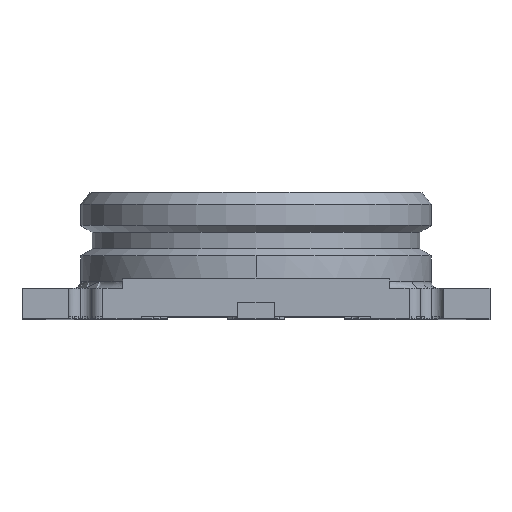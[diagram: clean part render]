
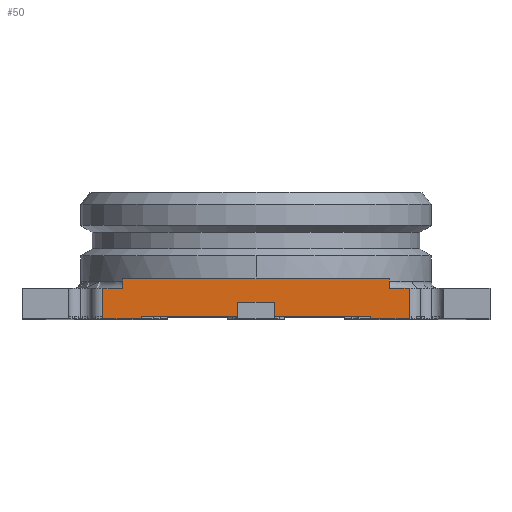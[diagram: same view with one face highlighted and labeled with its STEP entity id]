
A CAD part, top view. The second image highlights one B-rep face of the part: STEP entity #50.
In plain terms, the highlighted planar face has unit normal (0, 0, 1).
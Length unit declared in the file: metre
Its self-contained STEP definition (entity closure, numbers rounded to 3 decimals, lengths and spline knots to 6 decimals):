
#50=ADVANCED_FACE('0:146',(#95),#96,.F.);
#95=FACE_OUTER_BOUND('',#131,.T.);
#96=PLANE('',#132);
#131=EDGE_LOOP('',(#366,#367,#368,#369,#370,#371,#372,#373,#374,#375,#376,#377,#378,#379,#380,#381,#382,#383));
#132=AXIS2_PLACEMENT_3D('',#384,#385,#386);
#366=ORIENTED_EDGE('',*,*,#737,.F.);
#367=ORIENTED_EDGE('',*,*,#738,.T.);
#368=ORIENTED_EDGE('',*,*,#699,.F.);
#369=ORIENTED_EDGE('',*,*,#707,.F.);
#370=ORIENTED_EDGE('',*,*,#718,.F.);
#371=ORIENTED_EDGE('',*,*,#739,.F.);
#372=ORIENTED_EDGE('',*,*,#740,.F.);
#373=ORIENTED_EDGE('',*,*,#741,.F.);
#374=ORIENTED_EDGE('',*,*,#742,.F.);
#375=ORIENTED_EDGE('',*,*,#743,.T.);
#376=ORIENTED_EDGE('',*,*,#744,.F.);
#377=ORIENTED_EDGE('',*,*,#745,.F.);
#378=ORIENTED_EDGE('',*,*,#746,.F.);
#379=ORIENTED_EDGE('',*,*,#747,.F.);
#380=ORIENTED_EDGE('',*,*,#748,.F.);
#381=ORIENTED_EDGE('',*,*,#749,.F.);
#382=ORIENTED_EDGE('',*,*,#750,.F.);
#383=ORIENTED_EDGE('',*,*,#751,.T.);
#384=CARTESIAN_POINT('',(-0.001,0.00053,0.001));
#385=DIRECTION('',(0.0,0.0,-1.0));
#386=DIRECTION('',(0.0,-1.0,0.0));
#699=EDGE_CURVE('0:974',#1099,#1100,#1101,.T.);
#707=EDGE_CURVE('0:986',#1113,#1099,#1115,.T.);
#718=EDGE_CURVE('0:1001',#1130,#1113,#1132,.T.);
#737=EDGE_CURVE('0:1076',#1164,#1165,#1166,.T.);
#738=EDGE_CURVE('0:1046',#1164,#1100,#1167,.T.);
#739=EDGE_CURVE('0:1079',#1168,#1130,#1169,.T.);
#740=EDGE_CURVE('0:1082',#1170,#1168,#1171,.T.);
#741=EDGE_CURVE('0:1085',#1172,#1170,#1173,.T.);
#742=EDGE_CURVE('0:1088',#1174,#1172,#1175,.T.);
#743=EDGE_CURVE('0:1091',#1174,#1176,#1177,.T.);
#744=EDGE_CURVE('0:731',#1178,#1176,#1179,.T.);
#745=EDGE_CURVE('0:1094',#1180,#1178,#1181,.T.);
#746=EDGE_CURVE('0:1097',#1182,#1180,#1183,.T.);
#747=EDGE_CURVE('0:1100',#1184,#1182,#1185,.T.);
#748=EDGE_CURVE('0:680',#1186,#1184,#1187,.T.);
#749=EDGE_CURVE('0:1103',#1188,#1186,#1189,.T.);
#750=EDGE_CURVE('0:1106',#1190,#1188,#1191,.T.);
#751=EDGE_CURVE('0:1109',#1190,#1165,#1192,.T.);
#1099=VERTEX_POINT('NONE',#2562);
#1100=VERTEX_POINT('NONE',#2563);
#1101=LINE('',#2564,#2565);
#1113=VERTEX_POINT('NONE',#2586);
#1115=LINE('',#2589,#2590);
#1130=VERTEX_POINT('NONE',#2614);
#1132=LINE('',#2617,#2618);
#1164=VERTEX_POINT('NONE',#2671);
#1165=VERTEX_POINT('NONE',#2672);
#1166=LINE('',#2673,#2674);
#1167=LINE('',#2675,#2676);
#1168=VERTEX_POINT('NONE',#2677);
#1169=LINE('',#2678,#2679);
#1170=VERTEX_POINT('NONE',#2680);
#1171=LINE('',#2681,#2682);
#1172=VERTEX_POINT('NONE',#2683);
#1173=LINE('',#2684,#2685);
#1174=VERTEX_POINT('NONE',#2686);
#1175=LINE('',#2687,#2688);
#1176=VERTEX_POINT('NONE',#2689);
#1177=LINE('',#2690,#2691);
#1178=VERTEX_POINT('NONE',#2692);
#1179=LINE('',#2693,#2694);
#1180=VERTEX_POINT('NONE',#2695);
#1181=LINE('',#2696,#2697);
#1182=VERTEX_POINT('NONE',#2698);
#1183=LINE('',#2699,#2700);
#1184=VERTEX_POINT('NONE',#2701);
#1185=LINE('',#2702,#2703);
#1186=VERTEX_POINT('NONE',#2704);
#1187=LINE('',#2705,#2706);
#1188=VERTEX_POINT('NONE',#2707);
#1189=LINE('',#2708,#2709);
#1190=VERTEX_POINT('NONE',#2710);
#1191=LINE('',#2711,#2712);
#1192=LINE('',#2713,#2714);
#2562=CARTESIAN_POINT('',(0.00057,0.00016,0.001));
#2563=CARTESIAN_POINT('',(0.00057,0.00012,0.001));
#2564=CARTESIAN_POINT('',(0.00057,0.00016,0.001));
#2565=VECTOR('',#3129,1.0);
#2586=CARTESIAN_POINT('',(-0.00057,0.00016,0.001));
#2589=CARTESIAN_POINT('',(-0.00057,0.00016,0.001));
#2590=VECTOR('',#3137,1.0);
#2614=CARTESIAN_POINT('',(-0.00057,0.00012,0.001));
#2617=CARTESIAN_POINT('',(-0.00057,0.00012,0.001));
#2618=VECTOR('',#3151,1.0);
#2671=CARTESIAN_POINT('',(0.000655,0.00012,0.001));
#2672=CARTESIAN_POINT('',(0.000655,0.0,0.001));
#2673=CARTESIAN_POINT('',(0.000655,0.00012,0.001));
#2674=VECTOR('',#3167,1.0);
#2675=CARTESIAN_POINT('',(0.000655,0.00012,0.001));
#2676=VECTOR('',#3168,1.0);
#2677=CARTESIAN_POINT('',(-0.000655,0.00012,0.001));
#2678=CARTESIAN_POINT('',(-0.000655,0.00012,0.001));
#2679=VECTOR('',#3169,1.0);
#2680=CARTESIAN_POINT('',(-0.000655,0.0,0.001));
#2681=CARTESIAN_POINT('',(-0.000655,0.0,0.001));
#2682=VECTOR('',#3170,1.0);
#2683=CARTESIAN_POINT('',(-0.000655,-0.00001,0.001));
#2684=CARTESIAN_POINT('',(-0.000655,-0.00001,0.001));
#2685=VECTOR('',#3171,1.0);
#2686=CARTESIAN_POINT('',(-0.00049,-0.00001,0.001));
#2687=CARTESIAN_POINT('',(-0.00049,-0.00001,0.001));
#2688=VECTOR('',#3172,1.0);
#2689=CARTESIAN_POINT('',(-0.00049,0.0,0.001));
#2690=CARTESIAN_POINT('',(-0.00049,-0.00001,0.001));
#2691=VECTOR('',#3173,1.0);
#2692=CARTESIAN_POINT('',(-0.000078,-0.0,0.001));
#2693=CARTESIAN_POINT('',(-0.000078,0.0,0.001));
#2694=VECTOR('',#3174,1.0);
#2695=CARTESIAN_POINT('',(-0.000078,0.00006,0.001));
#2696=CARTESIAN_POINT('',(-0.000078,0.00006,0.001));
#2697=VECTOR('',#3175,1.0);
#2698=CARTESIAN_POINT('',(0.000078,0.00006,0.001));
#2699=CARTESIAN_POINT('',(0.000078,0.00006,0.001));
#2700=VECTOR('',#3176,1.0);
#2701=CARTESIAN_POINT('',(0.000078,0.0,0.001));
#2702=CARTESIAN_POINT('',(0.000078,0.0,0.001));
#2703=VECTOR('',#3177,1.0);
#2704=CARTESIAN_POINT('',(0.00049,0.0,0.001));
#2705=CARTESIAN_POINT('',(0.00049,0.0,0.001));
#2706=VECTOR('',#3178,1.0);
#2707=CARTESIAN_POINT('',(0.00049,-0.00001,0.001));
#2708=CARTESIAN_POINT('',(0.00049,-0.00001,0.001));
#2709=VECTOR('',#3179,1.0);
#2710=CARTESIAN_POINT('',(0.000655,-0.00001,0.001));
#2711=CARTESIAN_POINT('',(0.000655,-0.00001,0.001));
#2712=VECTOR('',#3180,1.0);
#2713=CARTESIAN_POINT('',(0.000655,-0.00001,0.001));
#2714=VECTOR('',#3181,1.0);
#3129=DIRECTION('',(0.0,-1.0,0.0));
#3137=DIRECTION('',(1.0,0.0,0.0));
#3151=DIRECTION('',(0.0,1.0,0.0));
#3167=DIRECTION('',(0.0,-1.0,0.0));
#3168=DIRECTION('',(-1.0,0.,0.0));
#3169=DIRECTION('',(1.0,0.,0.0));
#3170=DIRECTION('',(0.0,1.0,0.0));
#3171=DIRECTION('',(-0.0,1.0,-0.0));
#3172=DIRECTION('',(-1.0,0.0,0.0));
#3173=DIRECTION('',(-0.0,1.0,-0.0));
#3174=DIRECTION('',(-1.0,0.0,0.0));
#3175=DIRECTION('',(0.0,-1.0,0.0));
#3176=DIRECTION('',(-1.0,0.0,0.0));
#3177=DIRECTION('',(0.0,1.0,0.0));
#3178=DIRECTION('',(-1.0,0.0,0.0));
#3179=DIRECTION('',(-0.0,1.0,-0.0));
#3180=DIRECTION('',(-1.0,0.0,0.0));
#3181=DIRECTION('',(-0.0,1.0,-0.0));
